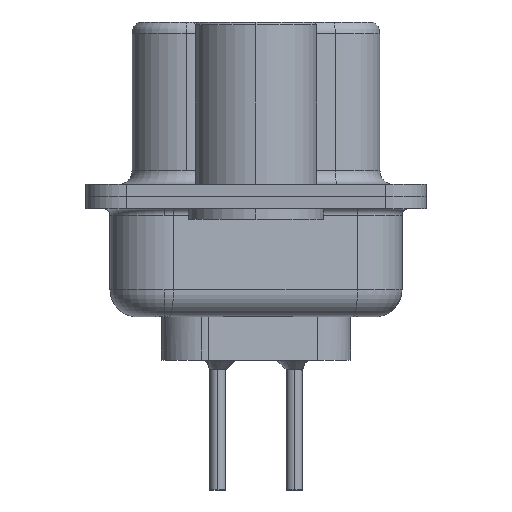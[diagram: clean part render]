
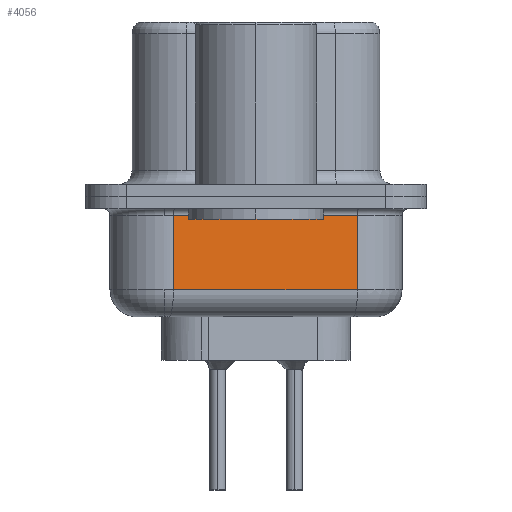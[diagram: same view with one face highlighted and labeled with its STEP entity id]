
A CAD part, left-side view. The second image highlights one B-rep face of the part: STEP entity #4056.
In plain terms, the highlighted planar face has unit normal (-0.985, -0.174, 0).
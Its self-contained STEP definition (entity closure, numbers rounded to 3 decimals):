
#345 = EDGE_CURVE ( 'NONE', #17694, #17046, #14366, .T. ) ;
#703 = DIRECTION ( 'NONE',  ( 0., 0., 1. ) ) ;
#1488 = CARTESIAN_POINT ( 'NONE',  ( 2.89, 3.053, -0.7 ) ) ;
#2194 = DIRECTION ( 'NONE',  ( -0.174, 0.985, 0. ) ) ;
#4056 = ADVANCED_FACE ( 'NONE', ( #6755 ), #20618, .F. ) ;
#6755 = FACE_OUTER_BOUND ( 'NONE', #19664, .T. ) ;
#8881 = CARTESIAN_POINT ( 'NONE',  ( 2.89, 3.053, -3.45 ) ) ;
#8912 = LINE ( 'NONE', #17527, #9994 ) ;
#9353 = CARTESIAN_POINT ( 'NONE',  ( 4.089, -3.747, -0.7 ) ) ;
#9873 = EDGE_CURVE ( 'NONE', #17694, #18920, #10665, .T. ) ;
#9994 = VECTOR ( 'NONE', #2194, 1000. ) ;
#10520 = ORIENTED_EDGE ( 'NONE', *, *, #20612, .T. ) ;
#10665 = LINE ( 'NONE', #8881, #18978 ) ;
#10837 = CARTESIAN_POINT ( 'NONE',  ( 2.89, 3.053, -3.45 ) ) ;
#11685 = VECTOR ( 'NONE', #703, 1000. ) ;
#11782 = CARTESIAN_POINT ( 'NONE',  ( 2.89, 3.053, -4.45 ) ) ;
#12113 = VERTEX_POINT ( 'NONE', #9353 ) ;
#13110 = ORIENTED_EDGE ( 'NONE', *, *, #9873, .T. ) ;
#13575 = DIRECTION ( 'NONE',  ( 0.985, 0.174, 0. ) ) ;
#13689 = DIRECTION ( 'NONE',  ( 0.174, -0.985, 0. ) ) ;
#14366 = LINE ( 'NONE', #17609, #11685 ) ;
#14522 = DIRECTION ( 'NONE',  ( 0., 0., 1. ) ) ;
#14633 = LINE ( 'NONE', #21672, #16473 ) ;
#14700 = AXIS2_PLACEMENT_3D ( 'NONE', #11782, #13575, #20503 ) ;
#15213 = CARTESIAN_POINT ( 'NONE',  ( 4.089, -3.747, -3.45 ) ) ;
#16473 = VECTOR ( 'NONE', #14522, 1000. ) ;
#17046 = VERTEX_POINT ( 'NONE', #1488 ) ;
#17527 = CARTESIAN_POINT ( 'NONE',  ( 2.89, 3.053, -0.7 ) ) ;
#17587 = ORIENTED_EDGE ( 'NONE', *, *, #345, .F. ) ;
#17609 = CARTESIAN_POINT ( 'NONE',  ( 2.89, 3.053, -4.45 ) ) ;
#17694 = VERTEX_POINT ( 'NONE', #10837 ) ;
#18920 = VERTEX_POINT ( 'NONE', #15213 ) ;
#18978 = VECTOR ( 'NONE', #13689, 1000. ) ;
#19397 = EDGE_CURVE ( 'NONE', #12113, #17046, #8912, .T. ) ;
#19664 = EDGE_LOOP ( 'NONE', ( #17587, #13110, #10520, #21774 ) ) ;
#20503 = DIRECTION ( 'NONE',  ( -0.174, 0.985, 0. ) ) ;
#20612 = EDGE_CURVE ( 'NONE', #18920, #12113, #14633, .T. ) ;
#20618 = PLANE ( 'NONE',  #14700 ) ;
#21672 = CARTESIAN_POINT ( 'NONE',  ( 4.089, -3.747, -4.45 ) ) ;
#21774 = ORIENTED_EDGE ( 'NONE', *, *, #19397, .T. ) ;
